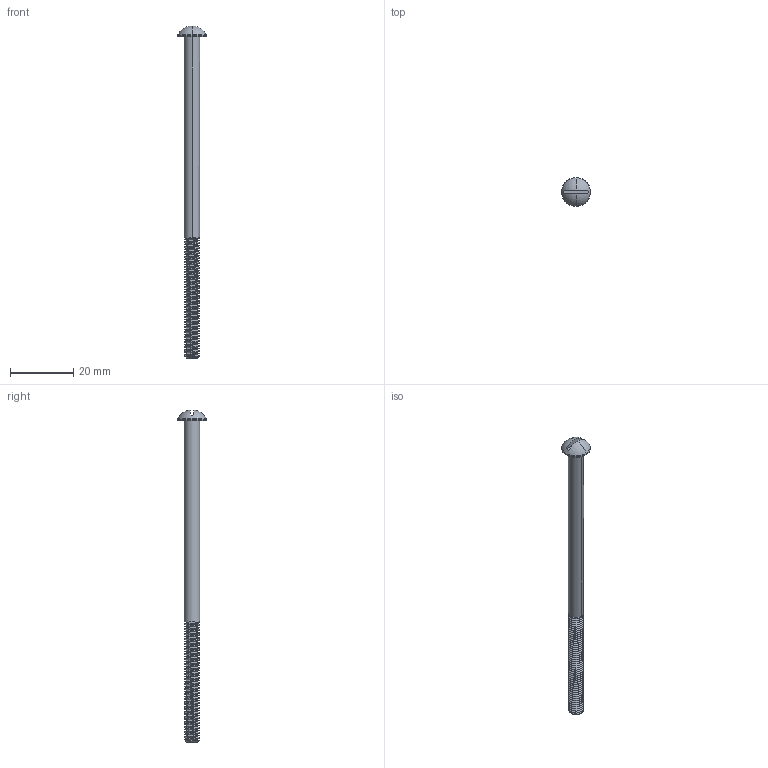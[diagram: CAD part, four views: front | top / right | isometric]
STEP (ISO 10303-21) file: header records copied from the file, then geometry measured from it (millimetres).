
FILE_DESCRIPTION (( 'STEP AP203' ), '1' );
FILE_NAME ('91783A846.step', '2012-06-15T14:18:38', ( 'Admin' ), ( 'Microsoft' ), 'SwSTEP 2.0', 'SolidWorks 2012', '' );
FILE_SCHEMA (( 'CONFIG_CONTROL_DESIGN' ));
Length unit declared in the file: inch
Products named in the file (1): 91783A846
Bounding box: 9.12 x 9.12 x 105.05 mm (x, y, z)
Volume: 1857.6 mm3; surface area: 2050.8 mm2
Topology: 1 solids, 1 shells, 162 faces, 473 edges, 314 vertices
Faces by surface type: cylinder 145, plane 6, torus 4, bspline 3, cone 2, sphere 2
Entity records: 16547 total; most frequent: CARTESIAN_POINT 13025, ORIENTED_EDGE 946, DIRECTION 531, EDGE_CURVE 473, VERTEX_POINT 314, AXIS2_PLACEMENT_3D 191, EDGE_LOOP 163, ADVANCED_FACE 162
